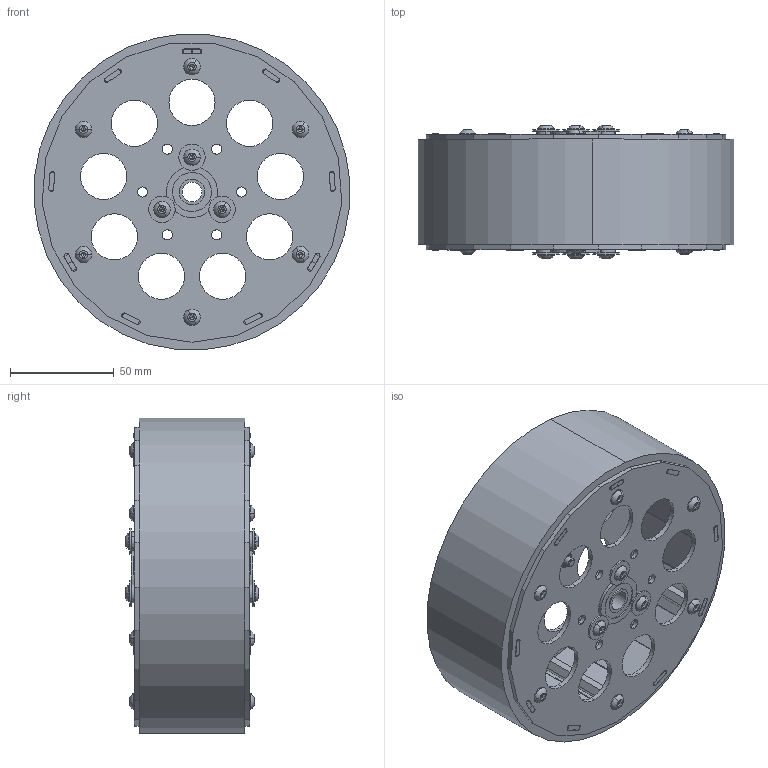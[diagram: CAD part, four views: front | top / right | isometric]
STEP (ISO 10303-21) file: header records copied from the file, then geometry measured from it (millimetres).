
FILE_DESCRIPTION (( 'STEP AP203' ), '1' );
FILE_NAME ('IFI-WHEEL-ASSY-620-38.STEP', '2006-11-08T19:22:40', ( 'Innovation First, Inc.' ), ( 'Innovation First, Inc.' ), 'SwSTEP 2.0', 'SolidWorks 2006052', '' );
FILE_SCHEMA (( 'CONFIG_CONTROL_DESIGN' ));
Length unit declared in the file: inch
Products named in the file (10): IFI-WHEEL-ASSY-620-38; SBS_SBS0832-0500SS; WFT-190-0353-062-NY; Nylock 8-32; 6x20; THF0832-0250-2000; FR6ZZ; TB-WHEEL-HUB-638 RevG; TB-WHEEL-RIM-620 RevG; WFT-188-050-030-SS
Assembly tree (50 placements, depth 2):
  IFI-WHEEL-ASSY-620-38
    TB-WHEEL-RIM-620 RevG  x3
    WFT-190-0353-062-NY  x6
    SBS_SBS0832-0500SS  x18
    Nylock 8-32  x6
    WFT-188-050-030-SS  x6
    THF0832-0250-2000  x6
    TB-WHEEL-HUB-638 RevG  x2
    FR6ZZ  x2
    6x20
Bounding box: 152.05 x 64.47 x 152.05 mm (x, y, z)
Volume: 298244.7 mm3; surface area: 178742.2 mm2
Topology: 50 solids, 50 shells, 1358 faces, 3264 edges, 2018 vertices
Faces by surface type: plane 706, cylinder 508, cone 84, sphere 36, torus 24
Entity records: 12744 total; most frequent: DIRECTION 1948, CARTESIAN_POINT 1875, ORIENTED_EDGE 1700, EDGE_CURVE 850, AXIS2_PLACEMENT_3D 726, VERTEX_POINT 541, VECTOR 496, LINE 496
